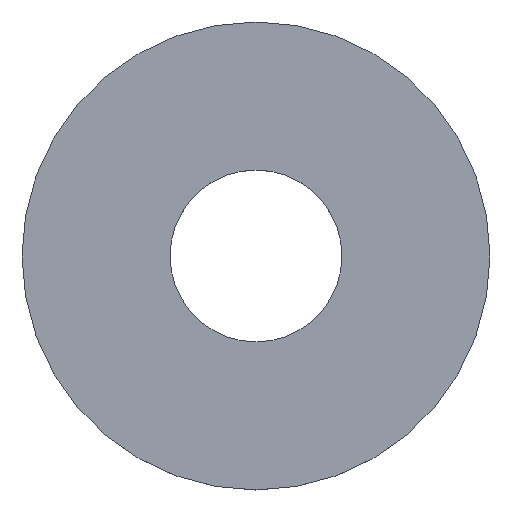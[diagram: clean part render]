
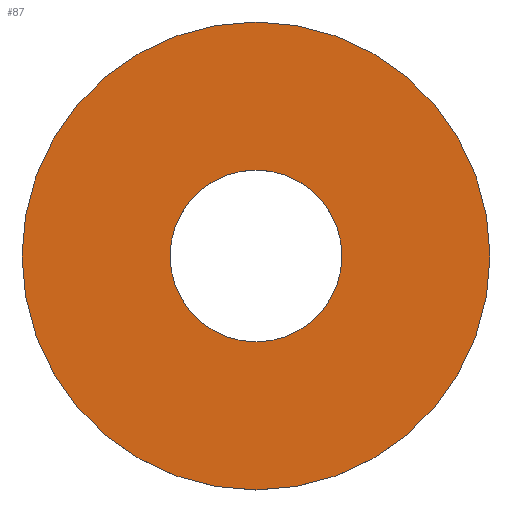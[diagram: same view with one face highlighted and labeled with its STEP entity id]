
A CAD part, top view. The second image highlights one B-rep face of the part: STEP entity #87.
In plain terms, the highlighted planar face has unit normal (0, 0, 1).
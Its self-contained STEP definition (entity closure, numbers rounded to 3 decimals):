
#3 = CIRCLE ( 'NONE', #140, 10.1 ) ;
#6 = DIRECTION ( 'NONE',  ( 1., 0., 0. ) ) ;
#9 = ORIENTED_EDGE ( 'NONE', *, *, #208, .T. ) ;
#11 = DIRECTION ( 'NONE',  ( 1., 0., 0. ) ) ;
#15 = EDGE_CURVE ( 'NONE', #192, #162, #166, .T. ) ;
#19 = PLANE ( 'NONE',  #95 ) ;
#21 = DIRECTION ( 'NONE',  ( 1., 0., 0. ) ) ;
#29 = ORIENTED_EDGE ( 'NONE', *, *, #40, .F. ) ;
#33 = DIRECTION ( 'NONE',  ( 1., 0., 0. ) ) ;
#40 = EDGE_CURVE ( 'NONE', #98, #141, #3, .T. ) ;
#42 = DIRECTION ( 'NONE',  ( 1., 0., 0. ) ) ;
#61 = CARTESIAN_POINT ( 'NONE',  ( 0., 0., 1. ) ) ;
#82 = DIRECTION ( 'NONE',  ( 0., 0., 1. ) ) ;
#86 = CARTESIAN_POINT ( 'NONE',  ( 10.1, 0., 1. ) ) ;
#87 = ADVANCED_FACE ( 'NONE', ( #150, #182 ), #19, .T. ) ;
#91 = CARTESIAN_POINT ( 'NONE',  ( 0., 0., 1. ) ) ;
#95 = AXIS2_PLACEMENT_3D ( 'NONE', #122, #151, #33 ) ;
#98 = VERTEX_POINT ( 'NONE', #86 ) ;
#99 = EDGE_LOOP ( 'NONE', ( #198, #29 ) ) ;
#101 = AXIS2_PLACEMENT_3D ( 'NONE', #91, #106, #21 ) ;
#104 = CARTESIAN_POINT ( 'NONE',  ( 0., 0., 1. ) ) ;
#106 = DIRECTION ( 'NONE',  ( 0., 0., 1. ) ) ;
#118 = DIRECTION ( 'NONE',  ( 0., 0., 1. ) ) ;
#122 = CARTESIAN_POINT ( 'NONE',  ( 0., 0., 1. ) ) ;
#140 = AXIS2_PLACEMENT_3D ( 'NONE', #161, #142, #11 ) ;
#141 = VERTEX_POINT ( 'NONE', #149 ) ;
#142 = DIRECTION ( 'NONE',  ( 0., 0., 1. ) ) ;
#145 = ORIENTED_EDGE ( 'NONE', *, *, #15, .T. ) ;
#148 = AXIS2_PLACEMENT_3D ( 'NONE', #61, #118, #42 ) ;
#149 = CARTESIAN_POINT ( 'NONE',  ( -10.1, 0., 1. ) ) ;
#150 = FACE_OUTER_BOUND ( 'NONE', #214, .T. ) ;
#151 = DIRECTION ( 'NONE',  ( 0., 0., 1. ) ) ;
#154 = EDGE_CURVE ( 'NONE', #141, #98, #176, .T. ) ;
#161 = CARTESIAN_POINT ( 'NONE',  ( 0., 0., 1. ) ) ;
#162 = VERTEX_POINT ( 'NONE', #164 ) ;
#164 = CARTESIAN_POINT ( 'NONE',  ( 27.5, 0., 1. ) ) ;
#166 = CIRCLE ( 'NONE', #148, 27.5 ) ;
#173 = CARTESIAN_POINT ( 'NONE',  ( -27.5, 0., 1. ) ) ;
#176 = CIRCLE ( 'NONE', #200, 10.1 ) ;
#182 = FACE_BOUND ( 'NONE', #99, .T. ) ;
#192 = VERTEX_POINT ( 'NONE', #173 ) ;
#195 = CIRCLE ( 'NONE', #101, 27.5 ) ;
#198 = ORIENTED_EDGE ( 'NONE', *, *, #154, .F. ) ;
#200 = AXIS2_PLACEMENT_3D ( 'NONE', #104, #82, #6 ) ;
#208 = EDGE_CURVE ( 'NONE', #162, #192, #195, .T. ) ;
#214 = EDGE_LOOP ( 'NONE', ( #145, #9 ) ) ;
